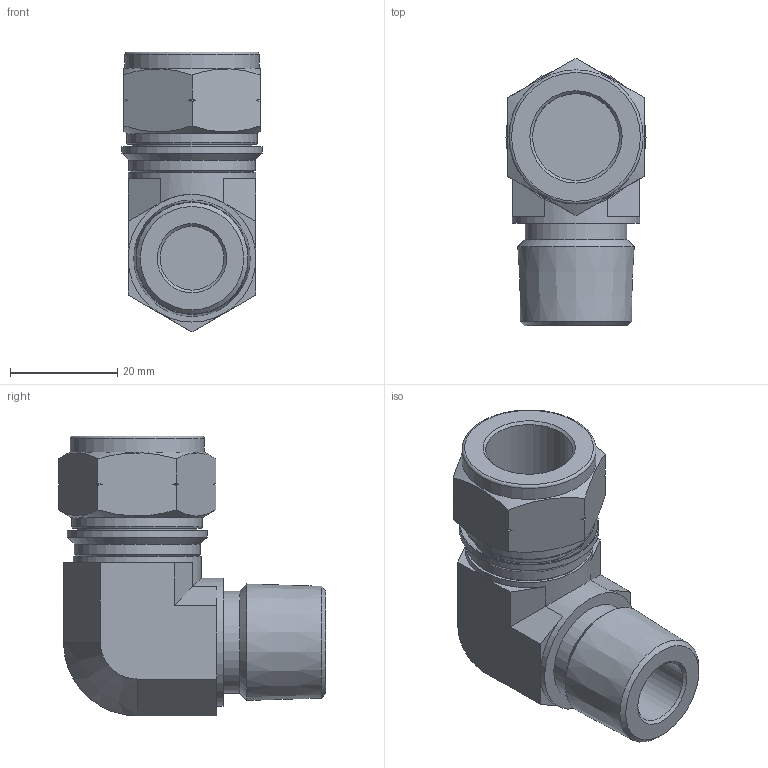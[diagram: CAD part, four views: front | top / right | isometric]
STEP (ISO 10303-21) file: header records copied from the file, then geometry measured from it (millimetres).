
FILE_DESCRIPTION(/* description */ (''),/* implementation_level */ '2;1');
FILE_NAME(/* name */ 'SMEI-16M-8N.stp',/* time_stamp */ '2022-05-17T09:19:38+09:00',/* author */ ('user'),/* organization */ (''),/* preprocessor_version */ 'ST-DEVELOPER v18.1',/* originating_system */ 'Autodesk Inventor 2022',/* authorisation */ '');
FILE_SCHEMA (('AUTOMOTIVE_DESIGN { 1 0 10303 214 3 1 1 }'));
Length unit declared in the file: millimetre
Products named in the file (1): SME-16M-8N
Bounding box: 26.1 x 49.76 x 52.16 mm (x, y, z)
Volume: 25476 mm3; surface area: 9712 mm2
Topology: 1 solids, 1 shells, 75 faces, 168 edges, 102 vertices
Faces by surface type: plane 35, cone 26, cylinder 12, torus 2
Full cylindrical faces by diameter (mm): 11.9 x1, 16.2 x1, 18.996 x1, 20.4 x1, 20.8 x1, 22.22 x1, 23.5 x1, 23.8 x2, 24.3 x1, 25 x1, 26.1 x1
Entity records: 2063 total; most frequent: CARTESIAN_POINT 418, DIRECTION 340, ORIENTED_EDGE 336, EDGE_CURVE 168, AXIS2_PLACEMENT_3D 132, VERTEX_POINT 102, EDGE_LOOP 82, LINE 76
